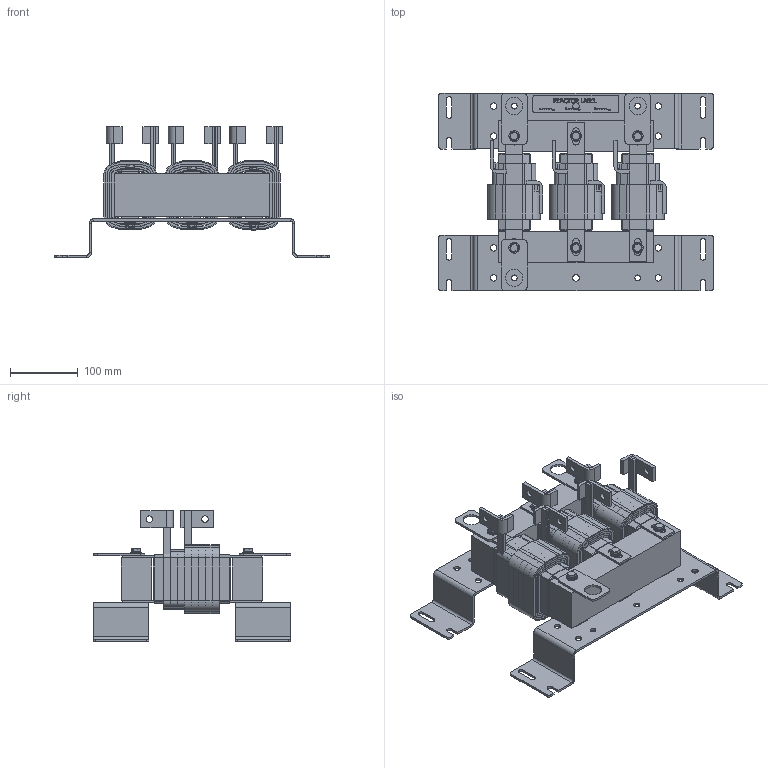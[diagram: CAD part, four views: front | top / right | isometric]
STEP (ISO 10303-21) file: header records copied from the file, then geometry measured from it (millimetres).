
FILE_DESCRIPTION(/* description */ (''),/* implementation_level */ '2;1');
FILE_NAME(/* name */ 'KDRG1HX1.stp',/* time_stamp */ '2024-11-06T13:49:53-06:00',/* author */ ('DWROBLEW'),/* organization */ (''),/* preprocessor_version */ 'ST-DEVELOPER v20',/* originating_system */ 'Autodesk Inventor 2024',/* authorisation */ '');
FILE_SCHEMA (('AUTOMOTIVE_DESIGN { 1 0 10303 214 3 1 1 }'));
Length unit declared in the file: inch
Products named in the file (20): KDRG1HX1; 23412-2.50; 30097- LARGE  BLANK  (REACTOR); 1763-4495 ASSEMBLY; 2521; 1505-1763-4495 ASSEMBLY; 4495; 1763; 1505; 31063-3.25; 23582 COIL Wall Mount KDRG1HX1; 15465; 23582 CORE LEG ASSEMBLY; 20852; 21354; 23582 CORE WRAP; 23582 OUTER WRAP 1; 23582 COIL 7 Turns; 23582 OUTER WRAP 2a; 31621
Assembly tree (44 placements, depth 4):
  KDRG1HX1
    23412-2.50  x2
    30097- LARGE  BLANK  (REACTOR)
    1763-4495 ASSEMBLY  x6
      4495
      1763
    2521  x6
    1505-1763-4495 ASSEMBLY  x6
      4495
      1763
      1505
    31063-3.25  x2
    23582 COIL Wall Mount KDRG1HX1  x3
      15465
      23582 CORE LEG ASSEMBLY
        20852  x2
        21354
        23582 CORE WRAP
      23582 OUTER WRAP 1
      23582 COIL 7 Turns
      23582 OUTER WRAP 2a
    31621  x3
Bounding box: 406.4 x 292.46 x 193.8 mm (x, y, z)
Volume: 3621714.1 mm3; surface area: 1405512 mm2
Topology: 146 solids, 146 shells, 3868 faces, 10358 edges, 6844 vertices
Faces by surface type: plane 2136, cylinder 1560, bspline 154, torus 12, cone 6
Full cylindrical faces by diameter (mm): 6.147 x12, 6.35 x12, 7.137 x12, 7.62 x12, 8.636 x8, 8.712 x3, 8.738 x6, 9.525 x12, 9.652 x6, 12.7 x12, 14.859 x6, 15.875 x12, 25.4 x3
Entity records: 50286 total; most frequent: CARTESIAN_POINT 10912, ORIENTED_EDGE 8254, DIRECTION 7665, EDGE_CURVE 4127, LINE 2817, VECTOR 2817, VERTEX_POINT 2734, AXIS2_PLACEMENT_3D 2424
